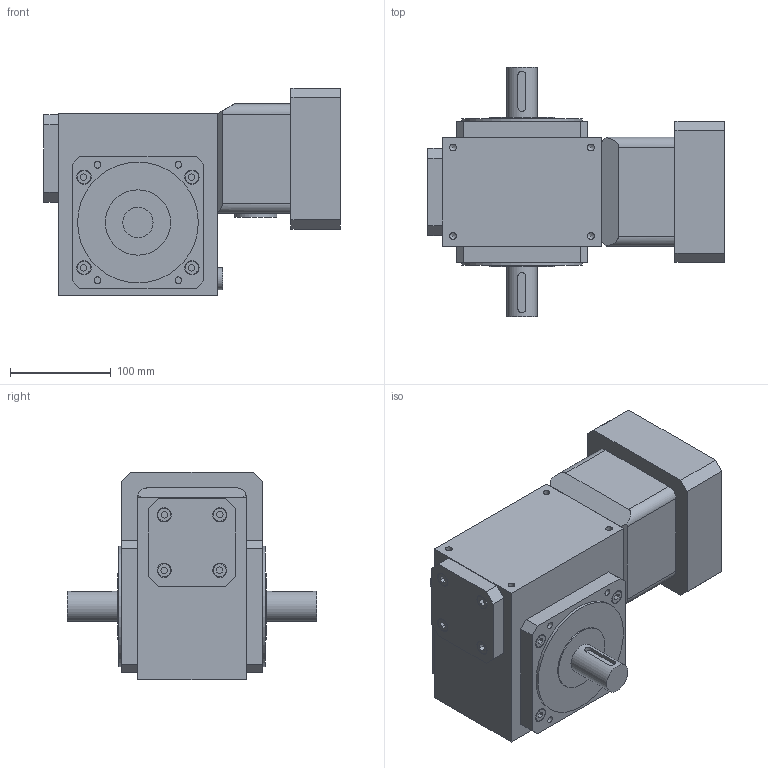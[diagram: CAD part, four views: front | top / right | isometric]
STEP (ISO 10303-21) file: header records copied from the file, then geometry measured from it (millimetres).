
FILE_DESCRIPTION(/* description */ ('Unknown'),/* implementation_level */ '2;1');
FILE_NAME(/* name */ 'W064010.SKDS03GLQER-',/* time_stamp */ '2024-09-10T18:38:54-04:00',/* author */ ('Unknown'),/* organization */ ('Unknown'),/* preprocessor_version */ 'ST-DEVELOPER v18.1',/* originating_system */ 'Solid Edge',/* authorisation */ 'Unknown');
FILE_SCHEMA (('AUTOMOTIVE_DESIGN {1 0 10303 214 3 1 1}'));
Length unit declared in the file: millimetre
Products named in the file (7): W064010.SKDS03GLQER-; 64WS-1-CP; 64WM-M20-CP; RG2530K-R; MP2GLQE-CP; 64WM-OUTS; 64WS-WCAP
Assembly tree (7 placements, depth 2):
  W064010.SKDS03GLQER-
    64WS-1-CP
    64WM-M20-CP
    RG2530K-R
    MP2GLQE-CP
    64WM-OUTS  x2
    64WS-WCAP
Bounding box: 294.68 x 248 x 206.44 mm (x, y, z)
Volume: 4627169.7 mm3; surface area: 470719.6 mm2
Topology: 7 solids, 7 shells, 410 faces, 985 edges, 657 vertices
Faces by surface type: plane 267, cylinder 124, cone 19
Full cylindrical faces by diameter (mm): 6.647 x28, 6.75 x2, 8 x8, 8.376 x4, 13 x16, 14.25 x16, 19.009 x1, 21.9 x1, 21.935 x1, 30.01 x2, 40 x3, 60 x1, 64.905 x5, 65 x1, 85 x1, 90.053 x1, 119.945 x2, 130 x1
Entity records: 10905 total; most frequent: CARTESIAN_POINT 1603, DIRECTION 1549, ORIENTED_EDGE 1334, EDGE_CURVE 667, AXIS2_PLACEMENT_3D 547, FACE_BOUND 527, VERTEX_POINT 510, EDGE_LOOP 509
